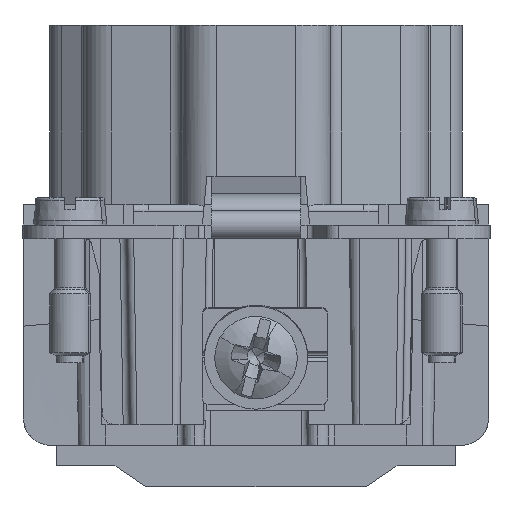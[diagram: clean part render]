
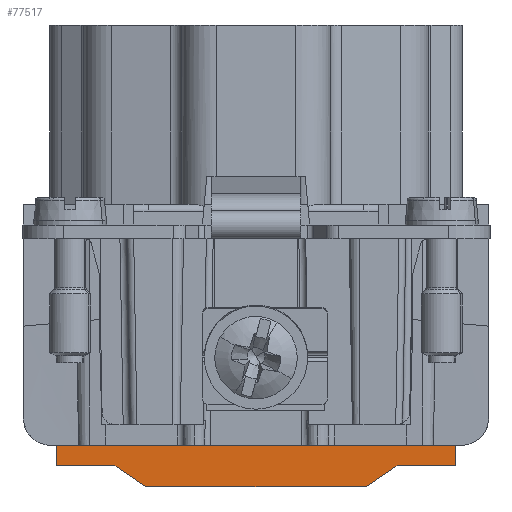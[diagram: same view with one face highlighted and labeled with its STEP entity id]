
A CAD part, front view. The second image highlights one B-rep face of the part: STEP entity #77517.
In plain terms, the highlighted planar face has unit normal (0, -1, 0).
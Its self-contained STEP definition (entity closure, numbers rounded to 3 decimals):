
#6473=AXIS2_PLACEMENT_3D('Plane Axis2P3D',#6470,#6471,#6472) ;
#27316=AXIS2_PLACEMENT_3D('Circle Axis2P3D',#27314,#27315,$) ;
#27365=AXIS2_PLACEMENT_3D('Circle Axis2P3D',#27363,#27364,$) ;
#47473=AXIS2_PLACEMENT_3D('Circle Axis2P3D',#47471,#47472,$) ;
#51908=AXIS2_PLACEMENT_3D('Circle Axis2P3D',#51906,#51907,$) ;
#57601=AXIS2_PLACEMENT_3D('Circle Axis2P3D',#57599,#57600,$) ;
#57970=AXIS2_PLACEMENT_3D('Circle Axis2P3D',#57968,#57969,$) ;
#6470=CARTESIAN_POINT('Axis2P3D Location',(17.,15.3,18.)) ;
#27304=CARTESIAN_POINT('Vertex',(3.778,15.3,4.)) ;
#27311=CARTESIAN_POINT('Vertex',(2.5,15.3,4.461)) ;
#27314=CARTESIAN_POINT('Axis2P3D Location',(3.778,15.3,6.)) ;
#27332=CARTESIAN_POINT('Line Origine',(17.,15.3,4.)) ;
#27336=CARTESIAN_POINT('Vertex',(30.222,15.3,4.)) ;
#27363=CARTESIAN_POINT('Axis2P3D Location',(30.222,15.3,6.)) ;
#27367=CARTESIAN_POINT('Vertex',(31.5,15.3,4.461)) ;
#42866=CARTESIAN_POINT('Vertex',(0.479,15.3,13.1)) ;
#42869=CARTESIAN_POINT('Line Origine',(1.054,15.3,13.1)) ;
#42873=CARTESIAN_POINT('Vertex',(1.629,15.3,13.1)) ;
#43850=CARTESIAN_POINT('Vertex',(32.371,15.3,13.1)) ;
#43853=CARTESIAN_POINT('Line Origine',(32.946,15.3,13.1)) ;
#43857=CARTESIAN_POINT('Vertex',(33.521,15.3,13.1)) ;
#47461=CARTESIAN_POINT('Vertex',(2.5,15.3,4.349)) ;
#47468=CARTESIAN_POINT('Vertex',(1.629,15.3,6.)) ;
#47471=CARTESIAN_POINT('Axis2P3D Location',(3.629,15.3,6.)) ;
#47488=CARTESIAN_POINT('Line Origine',(1.629,15.3,9.55)) ;
#51066=CARTESIAN_POINT('Vertex',(0.479,15.3,5.866)) ;
#51069=CARTESIAN_POINT('Line Origine',(0.479,15.3,9.483)) ;
#51878=CARTESIAN_POINT('Vertex',(32.371,15.3,6.)) ;
#51881=CARTESIAN_POINT('Line Origine',(32.371,15.3,9.55)) ;
#51903=CARTESIAN_POINT('Vertex',(31.5,15.3,4.349)) ;
#51906=CARTESIAN_POINT('Axis2P3D Location',(30.371,15.3,6.)) ;
#51923=CARTESIAN_POINT('Line Origine',(33.521,15.3,9.483)) ;
#51927=CARTESIAN_POINT('Vertex',(33.521,15.3,5.866)) ;
#57596=CARTESIAN_POINT('Vertex',(2.5,15.3,3.03)) ;
#57599=CARTESIAN_POINT('Axis2P3D Location',(3.479,15.3,5.866)) ;
#57968=CARTESIAN_POINT('Axis2P3D Location',(30.521,15.3,5.866)) ;
#57972=CARTESIAN_POINT('Vertex',(31.5,15.3,3.03)) ;
#60571=CARTESIAN_POINT('Line Origine',(2.5,15.3,4.405)) ;
#61095=CARTESIAN_POINT('Line Origine',(31.5,15.3,4.405)) ;
#62214=CARTESIAN_POINT('Vertex',(27.244,15.3,1.5)) ;
#62217=CARTESIAN_POINT('Line Origine',(26.122,15.3,0.75)) ;
#62221=CARTESIAN_POINT('Vertex',(25.,15.3,0.)) ;
#64021=CARTESIAN_POINT('Vertex',(9.,15.3,0.)) ;
#64024=CARTESIAN_POINT('Line Origine',(7.878,15.3,0.75)) ;
#64028=CARTESIAN_POINT('Vertex',(6.756,15.3,1.5)) ;
#64724=CARTESIAN_POINT('Line Origine',(17.,15.3,0.)) ;
#77278=CARTESIAN_POINT('Line Origine',(31.5,15.3,2.265)) ;
#77282=CARTESIAN_POINT('Vertex',(31.5,15.3,1.5)) ;
#77374=CARTESIAN_POINT('Vertex',(2.5,15.3,1.5)) ;
#77377=CARTESIAN_POINT('Line Origine',(2.5,15.3,2.265)) ;
#77483=CARTESIAN_POINT('Line Origine',(4.628,15.3,1.5)) ;
#77488=CARTESIAN_POINT('Line Origine',(29.372,15.3,1.5)) ;
#6471=DIRECTION('Axis2P3D Direction',(0.,-1.,0.)) ;
#6472=DIRECTION('Axis2P3D XDirection',(1.,0.,0.)) ;
#27315=DIRECTION('Axis2P3D Direction',(0.,-1.,0.)) ;
#27333=DIRECTION('Vector Direction',(1.,0.,0.)) ;
#27364=DIRECTION('Axis2P3D Direction',(0.,-1.,0.)) ;
#42870=DIRECTION('Vector Direction',(1.,0.,0.)) ;
#43854=DIRECTION('Vector Direction',(1.,0.,0.)) ;
#47472=DIRECTION('Axis2P3D Direction',(-0.,-1.,0.)) ;
#47489=DIRECTION('Vector Direction',(0.,0.,1.)) ;
#51070=DIRECTION('Vector Direction',(0.,0.,1.)) ;
#51882=DIRECTION('Vector Direction',(0.,0.,1.)) ;
#51907=DIRECTION('Axis2P3D Direction',(-0.,1.,0.)) ;
#51924=DIRECTION('Vector Direction',(0.,0.,1.)) ;
#57600=DIRECTION('Axis2P3D Direction',(-0.,-1.,0.)) ;
#57969=DIRECTION('Axis2P3D Direction',(-0.,1.,0.)) ;
#60572=DIRECTION('Vector Direction',(0.,0.,1.)) ;
#61096=DIRECTION('Vector Direction',(0.,0.,1.)) ;
#62218=DIRECTION('Vector Direction',(-0.831,0.,-0.556)) ;
#64025=DIRECTION('Vector Direction',(0.831,0.,-0.556)) ;
#64725=DIRECTION('Vector Direction',(1.,0.,0.)) ;
#77279=DIRECTION('Vector Direction',(0.,0.,1.)) ;
#77378=DIRECTION('Vector Direction',(0.,0.,1.)) ;
#77484=DIRECTION('Vector Direction',(1.,0.,0.)) ;
#77489=DIRECTION('Vector Direction',(1.,0.,0.)) ;
#27334=VECTOR('Line Direction',#27333,1.) ;
#42871=VECTOR('Line Direction',#42870,1.) ;
#43855=VECTOR('Line Direction',#43854,1.) ;
#47490=VECTOR('Line Direction',#47489,1.) ;
#51071=VECTOR('Line Direction',#51070,1.) ;
#51883=VECTOR('Line Direction',#51882,1.) ;
#51925=VECTOR('Line Direction',#51924,1.) ;
#60573=VECTOR('Line Direction',#60572,1.) ;
#61097=VECTOR('Line Direction',#61096,1.) ;
#62219=VECTOR('Line Direction',#62218,1.) ;
#64026=VECTOR('Line Direction',#64025,1.) ;
#64726=VECTOR('Line Direction',#64725,1.) ;
#77280=VECTOR('Line Direction',#77279,1.) ;
#77379=VECTOR('Line Direction',#77378,1.) ;
#77485=VECTOR('Line Direction',#77484,1.) ;
#77490=VECTOR('Line Direction',#77489,1.) ;
#77494=ORIENTED_EDGE('',*,*,#57974,.F.) ;
#77495=ORIENTED_EDGE('',*,*,#51929,.F.) ;
#77496=ORIENTED_EDGE('',*,*,#43859,.F.) ;
#77497=ORIENTED_EDGE('',*,*,#51885,.F.) ;
#77498=ORIENTED_EDGE('',*,*,#51910,.F.) ;
#77499=ORIENTED_EDGE('',*,*,#61099,.T.) ;
#77500=ORIENTED_EDGE('',*,*,#27369,.F.) ;
#77501=ORIENTED_EDGE('',*,*,#27338,.T.) ;
#77502=ORIENTED_EDGE('',*,*,#27318,.F.) ;
#77503=ORIENTED_EDGE('',*,*,#60575,.F.) ;
#77504=ORIENTED_EDGE('',*,*,#47475,.T.) ;
#77505=ORIENTED_EDGE('',*,*,#47492,.T.) ;
#77506=ORIENTED_EDGE('',*,*,#42875,.T.) ;
#77507=ORIENTED_EDGE('',*,*,#51073,.T.) ;
#77508=ORIENTED_EDGE('',*,*,#57603,.T.) ;
#77509=ORIENTED_EDGE('',*,*,#77381,.T.) ;
#77510=ORIENTED_EDGE('',*,*,#77487,.T.) ;
#77511=ORIENTED_EDGE('',*,*,#64030,.T.) ;
#77512=ORIENTED_EDGE('',*,*,#64728,.T.) ;
#77513=ORIENTED_EDGE('',*,*,#62223,.F.) ;
#77514=ORIENTED_EDGE('',*,*,#77492,.F.) ;
#77515=ORIENTED_EDGE('',*,*,#77284,.F.) ;
#77517=ADVANCED_FACE('Hauptk\X2\00F6\X0\rper',(#77516),#6474,.T.) ;
#27317=CIRCLE('generated circle',#27316,2.) ;
#27366=CIRCLE('generated circle',#27365,2.) ;
#47474=CIRCLE('generated circle',#47473,2.) ;
#51909=CIRCLE('generated circle',#51908,2.) ;
#57602=CIRCLE('generated circle',#57601,3.) ;
#57971=CIRCLE('generated circle',#57970,3.) ;
#27318=EDGE_CURVE('',#27312,#27305,#27317,.T.) ;
#27338=EDGE_CURVE('',#27337,#27305,#27335,.F.) ;
#27369=EDGE_CURVE('',#27337,#27368,#27366,.T.) ;
#42875=EDGE_CURVE('',#42874,#42867,#42872,.F.) ;
#43859=EDGE_CURVE('',#43851,#43858,#43856,.T.) ;
#47475=EDGE_CURVE('',#47462,#47469,#47474,.F.) ;
#47492=EDGE_CURVE('',#47469,#42874,#47491,.T.) ;
#51073=EDGE_CURVE('',#42867,#51067,#51072,.F.) ;
#51885=EDGE_CURVE('',#51879,#43851,#51884,.T.) ;
#51910=EDGE_CURVE('',#51904,#51879,#51909,.F.) ;
#51929=EDGE_CURVE('',#43858,#51928,#51926,.F.) ;
#57603=EDGE_CURVE('',#51067,#57597,#57602,.T.) ;
#57974=EDGE_CURVE('',#51928,#57973,#57971,.T.) ;
#60575=EDGE_CURVE('',#47462,#27312,#60574,.T.) ;
#61099=EDGE_CURVE('',#51904,#27368,#61098,.T.) ;
#62223=EDGE_CURVE('',#62215,#62222,#62220,.T.) ;
#64030=EDGE_CURVE('',#64029,#64022,#64027,.T.) ;
#64728=EDGE_CURVE('',#64022,#62222,#64727,.T.) ;
#77284=EDGE_CURVE('',#57973,#77283,#77281,.F.) ;
#77381=EDGE_CURVE('',#57597,#77375,#77380,.F.) ;
#77487=EDGE_CURVE('',#77375,#64029,#77486,.T.) ;
#77492=EDGE_CURVE('',#77283,#62215,#77491,.F.) ;
#77493=EDGE_LOOP('',(#77494,#77495,#77496,#77497,#77498,#77499,#77500,#77501,#77502,#77503,#77504,#77505,#77506,#77507,#77508,#77509,#77510,#77511,#77512,#77513,#77514,#77515)) ;
#77516=FACE_OUTER_BOUND('',#77493,.T.) ;
#27335=LINE('Line',#27332,#27334) ;
#42872=LINE('Line',#42869,#42871) ;
#43856=LINE('Line',#43853,#43855) ;
#47491=LINE('Line',#47488,#47490) ;
#51072=LINE('Line',#51069,#51071) ;
#51884=LINE('Line',#51881,#51883) ;
#51926=LINE('Line',#51923,#51925) ;
#60574=LINE('Line',#60571,#60573) ;
#61098=LINE('Line',#61095,#61097) ;
#62220=LINE('Line',#62217,#62219) ;
#64027=LINE('Line',#64024,#64026) ;
#64727=LINE('Line',#64724,#64726) ;
#77281=LINE('Line',#77278,#77280) ;
#77380=LINE('Line',#77377,#77379) ;
#77486=LINE('Line',#77483,#77485) ;
#77491=LINE('Line',#77488,#77490) ;
#6474=PLANE('',#6473) ;
#27305=VERTEX_POINT('',#27304) ;
#27312=VERTEX_POINT('',#27311) ;
#27337=VERTEX_POINT('',#27336) ;
#27368=VERTEX_POINT('',#27367) ;
#42867=VERTEX_POINT('',#42866) ;
#42874=VERTEX_POINT('',#42873) ;
#43851=VERTEX_POINT('',#43850) ;
#43858=VERTEX_POINT('',#43857) ;
#47462=VERTEX_POINT('',#47461) ;
#47469=VERTEX_POINT('',#47468) ;
#51067=VERTEX_POINT('',#51066) ;
#51879=VERTEX_POINT('',#51878) ;
#51904=VERTEX_POINT('',#51903) ;
#51928=VERTEX_POINT('',#51927) ;
#57597=VERTEX_POINT('',#57596) ;
#57973=VERTEX_POINT('',#57972) ;
#62215=VERTEX_POINT('',#62214) ;
#62222=VERTEX_POINT('',#62221) ;
#64022=VERTEX_POINT('',#64021) ;
#64029=VERTEX_POINT('',#64028) ;
#77283=VERTEX_POINT('',#77282) ;
#77375=VERTEX_POINT('',#77374) ;
